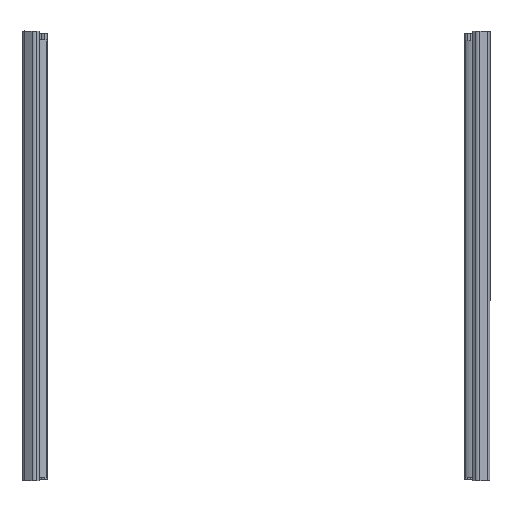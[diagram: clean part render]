
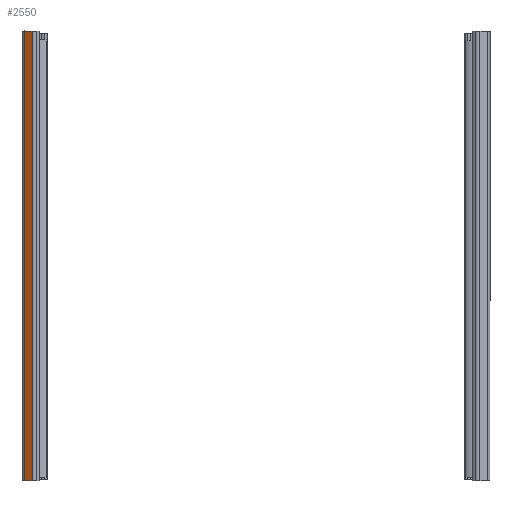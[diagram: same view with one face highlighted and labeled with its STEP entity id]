
A CAD part, front view. The second image highlights one B-rep face of the part: STEP entity #2550.
In plain terms, the highlighted planar face has unit normal (-0.542, -0.841, 0).
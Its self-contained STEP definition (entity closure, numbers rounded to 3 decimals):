
#151=PLANE('',#2841);
#233=FACE_OUTER_BOUND('',#372,.T.);
#372=EDGE_LOOP('',(#1866,#1867,#1868,#1869));
#550=LINE('',#4001,#785);
#551=LINE('',#4005,#786);
#552=LINE('',#4007,#787);
#553=LINE('',#4008,#788);
#785=VECTOR('',#3237,10.);
#786=VECTOR('',#3242,10.);
#787=VECTOR('',#3243,10.);
#788=VECTOR('',#3244,10.);
#1133=VERTEX_POINT('',#3998);
#1134=VERTEX_POINT('',#4000);
#1135=VERTEX_POINT('',#4004);
#1136=VERTEX_POINT('',#4006);
#1405=EDGE_CURVE('',#1133,#1134,#550,.T.);
#1407=EDGE_CURVE('',#1135,#1133,#551,.T.);
#1408=EDGE_CURVE('',#1136,#1135,#552,.T.);
#1409=EDGE_CURVE('',#1136,#1134,#553,.T.);
#1866=ORIENTED_EDGE('',*,*,#1405,.F.);
#1867=ORIENTED_EDGE('',*,*,#1407,.F.);
#1868=ORIENTED_EDGE('',*,*,#1408,.F.);
#1869=ORIENTED_EDGE('',*,*,#1409,.T.);
#2550=ADVANCED_FACE('',(#233),#151,.T.);
#2841=AXIS2_PLACEMENT_3D('',#4003,#3240,#3241);
#3237=DIRECTION('',(0.,0.,1.));
#3240=DIRECTION('center_axis',(-0.542,-0.84,0.));
#3241=DIRECTION('ref_axis',(-0.84,0.542,0.));
#3242=DIRECTION('',(-0.84,0.542,0.));
#3243=DIRECTION('',(0.,0.,-1.));
#3244=DIRECTION('',(-0.84,0.542,0.));
#3998=CARTESIAN_POINT('',(1.833,-22.681,-350.));
#4000=CARTESIAN_POINT('',(1.833,-22.681,0.));
#4001=CARTESIAN_POINT('',(1.833,-22.681,0.));
#4003=CARTESIAN_POINT('Origin',(7.789,-26.521,0.));
#4004=CARTESIAN_POINT('',(7.789,-26.521,-350.));
#4005=CARTESIAN_POINT('',(7.789,-26.521,-350.));
#4006=CARTESIAN_POINT('',(7.789,-26.521,0.));
#4007=CARTESIAN_POINT('',(7.789,-26.521,0.));
#4008=CARTESIAN_POINT('',(7.789,-26.521,0.));
